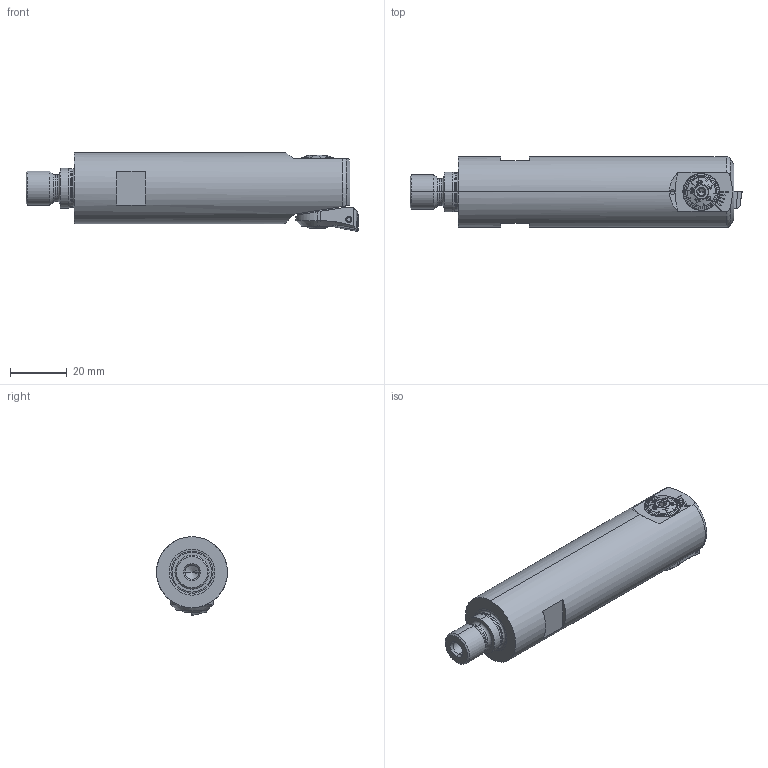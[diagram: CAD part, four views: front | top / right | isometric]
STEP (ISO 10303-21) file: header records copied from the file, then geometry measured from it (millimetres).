
FILE_DESCRIPTION (( 'STEP AP203' ), '1' );
FILE_NAME ('C00.025.031.100.STEP', '2018-02-27T15:27:05', ( 'SWIAdmin' ), ( 'Hewlett-Packard Company' ), 'SwSTEP 2.0', 'SolidWorks 2017', '' );
FILE_SCHEMA (( 'CONFIG_CONTROL_DESIGN' ));
Length unit declared in the file: millimetre
Products named in the file (17): F25-ER1.101.008_A; F25-BG1.012.013; C00.025.031.100; ISO 4026 - M5 x 4; T7 M2.5 x 6; F25-BG3.005.018_A_Abgedreht; F25-WCA.001.006_C_fertigbearbeitet; F25-BG2.013.003_A; CCMT060204; F25-BG2.013.004_A; HP2-F25.K20.100_C; WCA-ER2.001.006_A; F25-BG2.008.009_A; F25-BG1.002.013_C; F25-WCA.001.006; F25-BG1.009.006_A; F25-BG2.010.011_A
Assembly tree (16 placements, depth 3):
  C00.025.031.100
    HP2-F25.K20.100_C
    F25-BG1.012.013
      F25-BG1.002.013_C
      F25-BG2.010.011_A
      F25-BG2.013.003_A
      F25-BG2.013.004_A
      F25-BG2.008.009_A
      F25-BG1.009.006_A
    ISO 4026 - M5 x 4
    T7 M2.5 x 6
    F25-BG3.005.018_A_Abgedreht
    F25-WCA.001.006
      F25-WCA.001.006_C_fertigbearbeitet
      CCMT060204
      WCA-ER2.001.006_A
    F25-ER1.101.008_A
Bounding box: 117 x 25 x 27.7 mm (x, y, z)
Volume: 46483 mm3; surface area: 16810.9 mm2
Topology: 16 solids, 16 shells, 790 faces, 2013 edges, 1266 vertices
Faces by surface type: plane 347, cone 191, cylinder 146, torus 57, bspline 47, sphere 2
Entity records: 28276 total; most frequent: CARTESIAN_POINT 8324, ORIENTED_EDGE 3998, DIRECTION 3506, EDGE_CURVE 1999, AXIS2_PLACEMENT_3D 1351, VERTEX_POINT 1266, EDGE_LOOP 843, VECTOR 804
